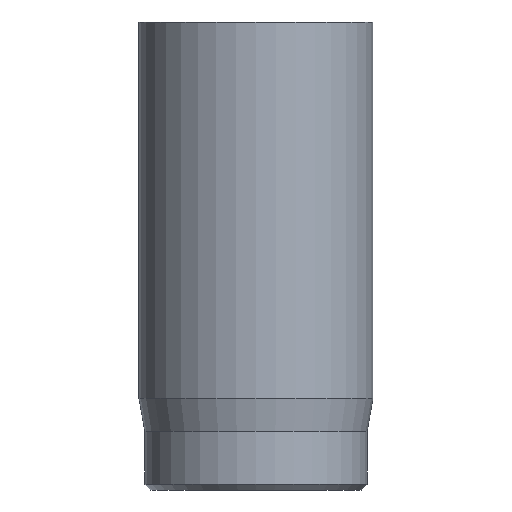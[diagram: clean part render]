
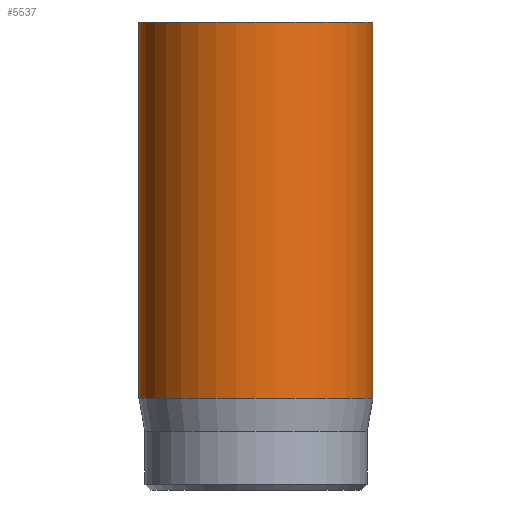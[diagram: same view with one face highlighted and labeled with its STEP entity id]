
A CAD part, front view. The second image highlights one B-rep face of the part: STEP entity #5537.
In plain terms, the highlighted cylindrical face has radius 2 mm (diameter 4 mm), a full revolution.
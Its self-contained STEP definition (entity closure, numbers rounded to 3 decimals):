
#31=CYLINDRICAL_SURFACE('',#5729,2.);
#45=CIRCLE('',#5702,2.);
#57=CIRCLE('',#5727,2.);
#58=CIRCLE('',#5728,2.);
#486=FACE_OUTER_BOUND('',#812,.T.);
#812=EDGE_LOOP('',(#4968,#4969,#4970,#4971,#4972));
#1233=LINE('',#10514,#1660);
#1660=VECTOR('',#6400,2.);
#2557=VERTEX_POINT('',#10465);
#2569=VERTEX_POINT('',#10508);
#2570=VERTEX_POINT('',#10509);
#3356=EDGE_CURVE('',#2557,#2557,#45,.T.);
#3374=EDGE_CURVE('',#2569,#2570,#57,.T.);
#3375=EDGE_CURVE('',#2570,#2569,#58,.T.);
#3377=EDGE_CURVE('',#2557,#2569,#1233,.T.);
#4968=ORIENTED_EDGE('',*,*,#3356,.T.);
#4969=ORIENTED_EDGE('',*,*,#3377,.T.);
#4970=ORIENTED_EDGE('',*,*,#3374,.T.);
#4971=ORIENTED_EDGE('',*,*,#3375,.T.);
#4972=ORIENTED_EDGE('',*,*,#3377,.F.);
#5537=ADVANCED_FACE('',(#486),#31,.T.);
#5702=AXIS2_PLACEMENT_3D('',#10466,#6337,#6338);
#5727=AXIS2_PLACEMENT_3D('',#10510,#6393,#6394);
#5728=AXIS2_PLACEMENT_3D('',#10511,#6395,#6396);
#5729=AXIS2_PLACEMENT_3D('',#10513,#6398,#6399);
#6337=DIRECTION('center_axis',(0.,0.,-1.));
#6338=DIRECTION('ref_axis',(-1.,0.,0.));
#6393=DIRECTION('center_axis',(0.,0.,1.));
#6394=DIRECTION('ref_axis',(-1.,0.,0.));
#6395=DIRECTION('center_axis',(0.,0.,1.));
#6396=DIRECTION('ref_axis',(-1.,0.,0.));
#6398=DIRECTION('center_axis',(0.,0.,1.));
#6399=DIRECTION('ref_axis',(-1.,0.,0.));
#6400=DIRECTION('',(0.,0.,-1.));
#10465=CARTESIAN_POINT('',(2.,0.,8.));
#10466=CARTESIAN_POINT('Origin',(0.,0.,8.));
#10508=CARTESIAN_POINT('',(2.,0.,1.567));
#10509=CARTESIAN_POINT('',(-2.,0.,1.567));
#10510=CARTESIAN_POINT('Origin',(0.,0.,1.567));
#10511=CARTESIAN_POINT('Origin',(0.,0.,1.567));
#10513=CARTESIAN_POINT('Origin',(0.,0.,0.));
#10514=CARTESIAN_POINT('',(2.,0.,0.));
